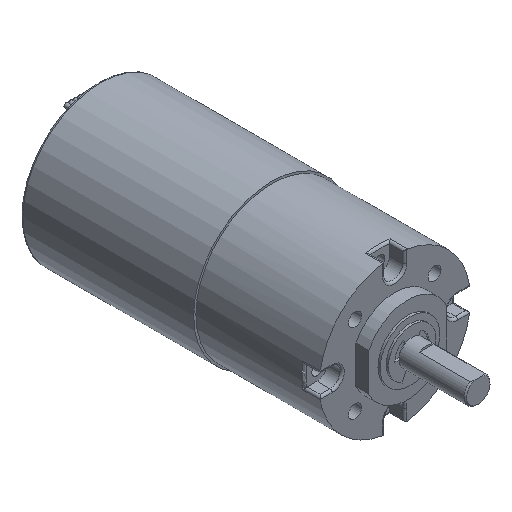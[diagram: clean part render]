
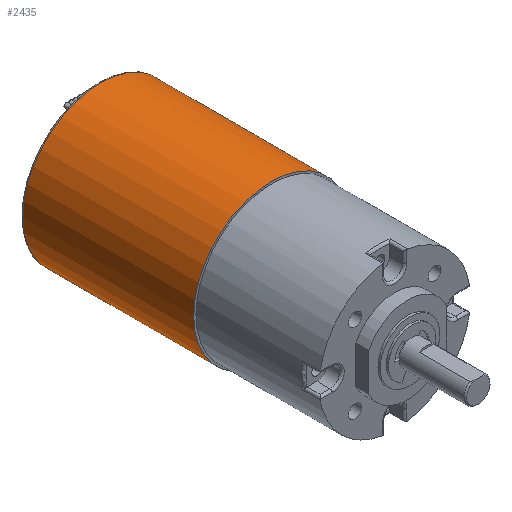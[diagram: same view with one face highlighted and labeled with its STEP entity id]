
A CAD part, isometric view. The second image highlights one B-rep face of the part: STEP entity #2435.
In plain terms, the highlighted cylindrical face has radius 18 mm (diameter 36 mm), a full revolution.
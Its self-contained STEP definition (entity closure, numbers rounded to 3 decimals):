
#2404=CARTESIAN_POINT('',(18.0,68.0,0.));
#2405=VERTEX_POINT('',#2404);
#2406=CARTESIAN_POINT('',(0.0,68.0,0.0));
#2407=DIRECTION('',(0.0,1.0,0.0));
#2408=DIRECTION('',(-1.0,0.0,0.0));
#2409=AXIS2_PLACEMENT_3D('',#2406,#2407,#2408);
#2410=CIRCLE('',#2409,18.0);
#2411=EDGE_CURVE('',#2405,#2405,#2410,.T.);
#2416=CARTESIAN_POINT('',(0.0,28.5,0.0));
#2417=DIRECTION('',(0.0,1.0,0.0));
#2418=DIRECTION('',(-1.0,0.0,0.0));
#2419=AXIS2_PLACEMENT_3D('',#2416,#2417,#2418);
#2420=CYLINDRICAL_SURFACE('',#2419,18.0);
#2421=CARTESIAN_POINT('',(18.0,28.5,0.));
#2422=VERTEX_POINT('',#2421);
#2423=CARTESIAN_POINT('',(0.0,28.5,0.0));
#2424=DIRECTION('',(0.0,-1.0,0.0));
#2425=DIRECTION('',(-1.0,0.0,0.0));
#2426=AXIS2_PLACEMENT_3D('',#2423,#2424,#2425);
#2427=CIRCLE('',#2426,18.0);
#2428=EDGE_CURVE('',#2422,#2422,#2427,.T.);
#2429=ORIENTED_EDGE('',*,*,#2428,.F.);
#2430=EDGE_LOOP('',(#2429));
#2431=FACE_OUTER_BOUND('',#2430,.T.);
#2432=ORIENTED_EDGE('',*,*,#2411,.F.);
#2433=EDGE_LOOP('',(#2432));
#2434=FACE_BOUND('',#2433,.T.);
#2435=ADVANCED_FACE('',(#2431,#2434),#2420,.T.);
